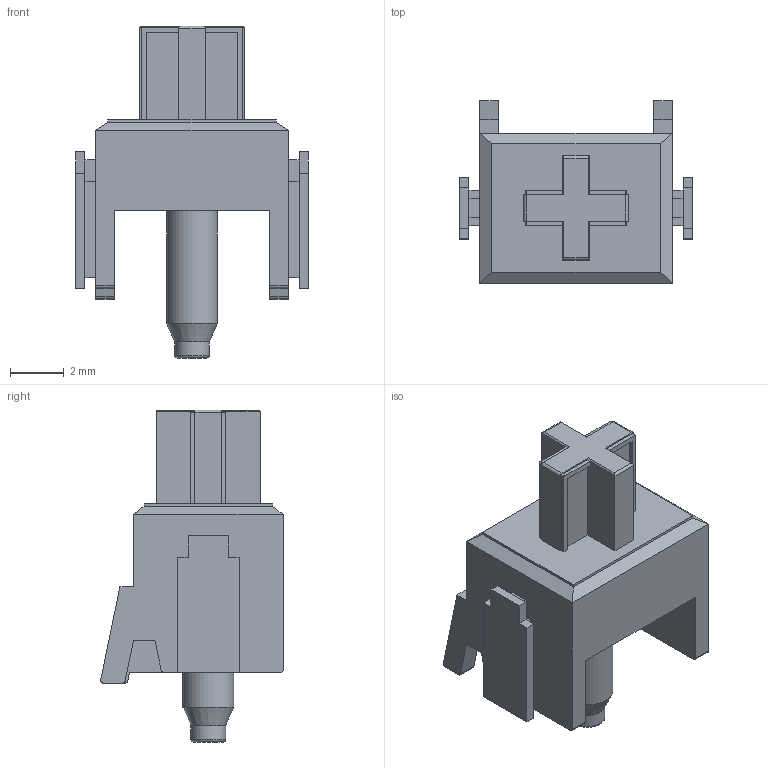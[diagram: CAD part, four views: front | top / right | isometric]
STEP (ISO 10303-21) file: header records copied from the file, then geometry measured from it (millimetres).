
FILE_DESCRIPTION(('FreeCAD Model'),'2;1');
FILE_NAME('Open CASCADE Shape Model','2023-06-26T21:35:37',(''),(''), 'Open CASCADE STEP processor 7.6','FreeCAD','Unknown');
FILE_SCHEMA(('AUTOMOTIVE_DESIGN { 1 0 10303 214 1 1 1 1 }'));
Length unit declared in the file: millimetre
Products named in the file (1): stem_body
Bounding box: 8.7 x 6.82 x 12.4 mm (x, y, z)
Volume: 183.4 mm3; surface area: 425.2 mm2
Topology: 1 solids, 1 shells, 128 faces, 341 edges, 222 vertices
Faces by surface type: plane 107, cylinder 17, torus 1, cone 1, extrusion 1, bspline 1
Full cylindrical faces by diameter (mm): 1.3 x1, 1.9 x1
Entity records: 3968 total; most frequent: CARTESIAN_POINT 720, ORIENTED_EDGE 682, DIRECTION 640, EDGE_CURVE 341, VECTOR 298, LINE 297, VERTEX_POINT 222, AXIS2_PLACEMENT_3D 171
